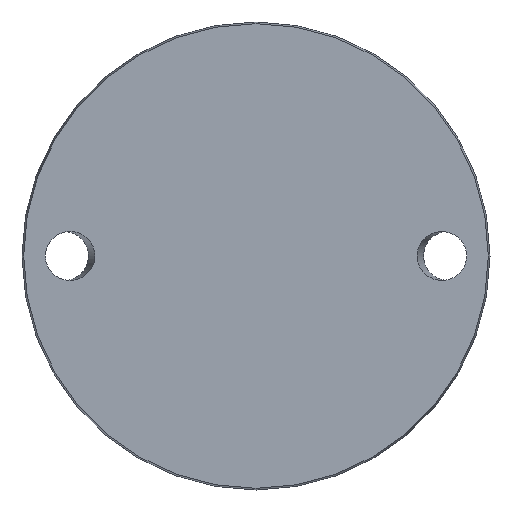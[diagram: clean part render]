
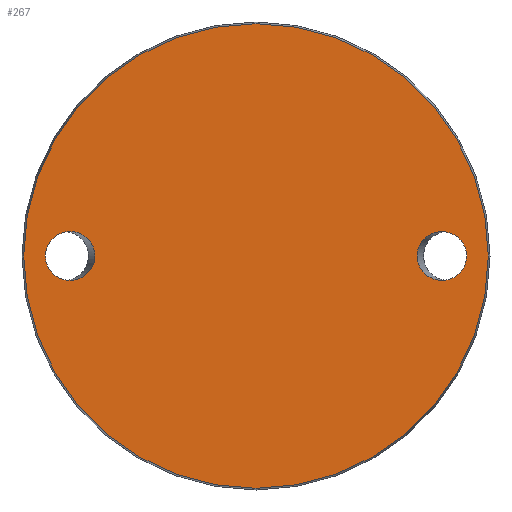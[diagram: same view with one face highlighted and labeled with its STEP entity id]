
A CAD part, front view. The second image highlights one B-rep face of the part: STEP entity #267.
In plain terms, the highlighted planar face has unit normal (0, -1, 0).
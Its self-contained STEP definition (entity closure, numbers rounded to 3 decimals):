
#22 = VERTEX_POINT ( 'NONE', #27 ) ;
#27 = CARTESIAN_POINT ( 'NONE',  ( -71.115, 0., 0. ) ) ;
#36 = CARTESIAN_POINT ( 'NONE',  ( -54.385, 0., 16.5 ) ) ;
#50 =( BOUNDED_CURVE ( )  B_SPLINE_CURVE ( 3, ( #636, #61, #562, #481, #128, #205, #377 ),
 .UNSPECIFIED., .T., .F. ) 
 B_SPLINE_CURVE_WITH_KNOTS ( ( 4, 3, 4 ),
 ( 0., 3.142, 6.283 ),
 .UNSPECIFIED. ) 
 CURVE ( )  GEOMETRIC_REPRESENTATION_ITEM ( )  RATIONAL_B_SPLINE_CURVE ( ( 1., 0.333, 0.333, 1., 0.333, 0.333, 1. ) ) 
 REPRESENTATION_ITEM ( '' )  );
#61 = CARTESIAN_POINT ( 'NONE',  ( 54.385, 0., -16.5 ) ) ;
#85 = CARTESIAN_POINT ( 'NONE',  ( 54.385, 0., 0. ) ) ;
#109 = CARTESIAN_POINT ( 'NONE',  ( 0., 0., 0. ) ) ;
#128 = CARTESIAN_POINT ( 'NONE',  ( 71.115, 0., 16.5 ) ) ;
#170 = AXIS2_PLACEMENT_3D ( 'NONE', #109, #427, #752 ) ;
#205 = CARTESIAN_POINT ( 'NONE',  ( 54.385, 0., 16.5 ) ) ;
#250 = ORIENTED_EDGE ( 'NONE', *, *, #499, .T. ) ;
#267 = ADVANCED_FACE ( 'NONE', ( #819, #323, #739 ), #312, .F. ) ;
#312 = PLANE ( 'NONE',  #564 ) ;
#323 = FACE_BOUND ( 'NONE', #504, .T. ) ;
#332 = DIRECTION ( 'NONE',  ( 0., 1., 0. ) ) ;
#377 = CARTESIAN_POINT ( 'NONE',  ( 54.385, 0., 0. ) ) ;
#416 = VERTEX_POINT ( 'NONE', #85 ) ;
#427 = DIRECTION ( 'NONE',  ( 0., -1., 0. ) ) ;
#475 = EDGE_CURVE ( 'NONE', #22, #22, #558, .T. ) ;
#481 = CARTESIAN_POINT ( 'NONE',  ( 71.115, 0., 0. ) ) ;
#497 = ORIENTED_EDGE ( 'NONE', *, *, #475, .T. ) ;
#499 = EDGE_CURVE ( 'NONE', #662, #662, #879, .T. ) ;
#502 = CARTESIAN_POINT ( 'NONE',  ( -54.385, 0., 0. ) ) ;
#504 = EDGE_LOOP ( 'NONE', ( #887 ) ) ;
#508 = CARTESIAN_POINT ( 'NONE',  ( -71.115, 0., 0. ) ) ;
#558 =( BOUNDED_CURVE ( )  B_SPLINE_CURVE ( 3, ( #987, #664, #36, #502, #825, #762, #508 ),
 .UNSPECIFIED., .T., .F. ) 
 B_SPLINE_CURVE_WITH_KNOTS ( ( 4, 3, 4 ),
 ( 0., 3.142, 6.283 ),
 .UNSPECIFIED. ) 
 CURVE ( )  GEOMETRIC_REPRESENTATION_ITEM ( )  RATIONAL_B_SPLINE_CURVE ( ( 1., 0.333, 0.333, 1., 0.333, 0.333, 1. ) ) 
 REPRESENTATION_ITEM ( '' )  );
#562 = CARTESIAN_POINT ( 'NONE',  ( 71.115, 0., -16.5 ) ) ;
#564 = AXIS2_PLACEMENT_3D ( 'NONE', #807, #332, #976 ) ;
#606 = EDGE_CURVE ( 'NONE', #416, #416, #50, .T. ) ;
#636 = CARTESIAN_POINT ( 'NONE',  ( 54.385, 0., 0. ) ) ;
#662 = VERTEX_POINT ( 'NONE', #904 ) ;
#664 = CARTESIAN_POINT ( 'NONE',  ( -71.115, 0., 16.5 ) ) ;
#739 = FACE_OUTER_BOUND ( 'NONE', #1006, .T. ) ;
#752 = DIRECTION ( 'NONE',  ( 0., 0., -1. ) ) ;
#762 = CARTESIAN_POINT ( 'NONE',  ( -71.115, 0., -16.5 ) ) ;
#807 = CARTESIAN_POINT ( 'NONE',  ( -78.425, 0., 0. ) ) ;
#819 = FACE_BOUND ( 'NONE', #948, .T. ) ;
#825 = CARTESIAN_POINT ( 'NONE',  ( -54.385, 0., -16.5 ) ) ;
#879 = CIRCLE ( 'NONE', #170, 78.425 ) ;
#887 = ORIENTED_EDGE ( 'NONE', *, *, #606, .F. ) ;
#904 = CARTESIAN_POINT ( 'NONE',  ( 0., 0., -78.425 ) ) ;
#948 = EDGE_LOOP ( 'NONE', ( #497 ) ) ;
#976 = DIRECTION ( 'NONE',  ( 0., 0., 1. ) ) ;
#987 = CARTESIAN_POINT ( 'NONE',  ( -71.115, 0., 0. ) ) ;
#1006 = EDGE_LOOP ( 'NONE', ( #250 ) ) ;
